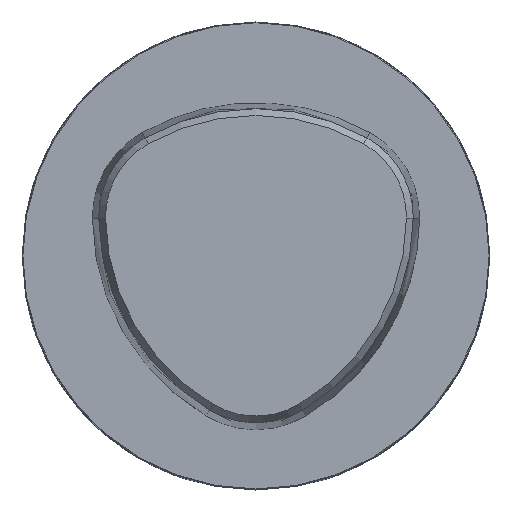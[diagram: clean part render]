
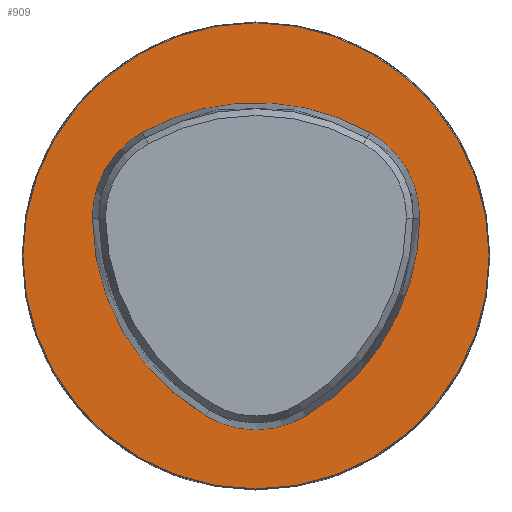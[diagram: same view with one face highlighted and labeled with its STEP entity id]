
A CAD part, top view. The second image highlights one B-rep face of the part: STEP entity #909.
In plain terms, the highlighted planar face has unit normal (0, 0, 1).
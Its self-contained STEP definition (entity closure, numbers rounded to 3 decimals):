
#389=PLANE('',#6258);
#909=ADVANCED_FACE('',(#2422,#2423),#389,.T.);
#1831=B_SPLINE_CURVE_WITH_KNOTS('',3,(#12096,#12097,#12098,#12099,#12100,
#12101,#12102,#12103,#12104,#12105,#12106,#12107,#12108,#12109,#12110,#12111,
#12112,#12113,#12114,#12115,#12116,#12117,#12118,#12119,#12120,#12121,#12122,
#12123,#12124,#12125,#12126,#12127,#12128,#12129,#12130,#12131,#12132,#12133,
#12134,#12135,#12136,#12137,#12138,#12139,#12140,#12141,#12142,#12143,#12144,
#12145,#12146,#12147,#12148,#12149,#12150,#12151,#12152,#12153,#12154,#12155,
#12156,#12157,#12158,#12159,#12160,#12161,#12162),.UNSPECIFIED.,.T.,.F.,
(1,1,2,1,1,1,1,1,1,1,1,1,1,1,1,1,1,1,1,1,1,1,1,1,1,1,1,1,1,1,1,1,1,1,1,
1,1,1,1,1,1,1,1,1,1,1,1,1,1,1,1,1,1,1,1,1,1,1,1,1,1,1,1,1,1,1,2,1,1),(-0.063,
-0.031,0.,0.031,0.063,0.094,0.109,0.113,0.117,0.125,
0.141,0.156,0.172,0.188,0.203,0.211,0.215,0.219,
0.25,0.281,0.313,0.344,0.375,0.406,0.422,0.438,0.441,0.445,
0.449,0.451,0.453,0.461,0.469,0.484,0.5,0.516,
0.531,0.539,0.547,0.549,0.551,0.555,0.559,
0.563,0.578,0.594,0.625,0.656,0.688,0.719,0.75,0.781,0.785,
0.789,0.797,0.813,0.828,0.844,0.859,0.875,0.883,0.887,
0.891,0.906,0.938,0.969,1.,1.031,1.063),.UNSPECIFIED.);
#2422=FACE_BOUND('',#3068,.T.);
#2423=FACE_BOUND('',#3069,.T.);
#3068=EDGE_LOOP('',(#3850));
#3069=EDGE_LOOP('',(#3851));
#3850=ORIENTED_EDGE('',*,*,#4983,.F.);
#3851=ORIENTED_EDGE('',*,*,#4993,.F.);
#4535=VERTEX_POINT('',#12163);
#4536=VERTEX_POINT('',#12384);
#4983=EDGE_CURVE('',#4535,#4535,#1831,.T.);
#4993=EDGE_CURVE('',#4536,#4536,#5461,.T.);
#5461=CIRCLE('',#6257,31.4);
#6257=AXIS2_PLACEMENT_3D('',#12383,#7444,#7445);
#6258=AXIS2_PLACEMENT_3D('',#12385,#7446,#7447);
#7444=DIRECTION('',(0.,0.,-1.));
#7445=DIRECTION('',(-1.,0.,0.));
#7446=DIRECTION('',(0.,0.,1.));
#7447=DIRECTION('',(-1.,0.,0.));
#12096=CARTESIAN_POINT('',(-18.407,-8.968,0.));
#12097=CARTESIAN_POINT('',(-16.97,-11.456,0.));
#12098=CARTESIAN_POINT('',(-15.366,-13.838,0.));
#12099=CARTESIAN_POINT('',(-12.486,-17.047,0.));
#12100=CARTESIAN_POINT('',(-9.741,-19.363,0.));
#12101=CARTESIAN_POINT('',(-7.814,-20.674,0.));
#12102=CARTESIAN_POINT('',(-6.898,-21.24,0.));
#12103=CARTESIAN_POINT('',(-6.285,-21.606,0.));
#12104=CARTESIAN_POINT('',(-5.183,-22.18,0.));
#12105=CARTESIAN_POINT('',(-3.517,-22.799,0.));
#12106=CARTESIAN_POINT('',(-1.422,-23.205,0.));
#12107=CARTESIAN_POINT('',(0.712,-23.264,0.));
#12108=CARTESIAN_POINT('',(2.826,-22.973,0.));
#12109=CARTESIAN_POINT('',(4.523,-22.446,0.));
#12110=CARTESIAN_POINT('',(5.656,-21.933,0.));
#12111=CARTESIAN_POINT('',(6.284,-21.602,0.));
#12112=CARTESIAN_POINT('',(7.829,-20.696,0.));
#12113=CARTESIAN_POINT('',(10.332,-18.951,0.));
#12114=CARTESIAN_POINT('',(13.495,-16.022,0.));
#12115=CARTESIAN_POINT('',(16.223,-12.683,0.));
#12116=CARTESIAN_POINT('',(18.465,-9.,0.));
#12117=CARTESIAN_POINT('',(20.176,-5.043,0.));
#12118=CARTESIAN_POINT('',(21.133,-1.582,0.));
#12119=CARTESIAN_POINT('',(21.607,1.249,0.));
#12120=CARTESIAN_POINT('',(21.762,2.855,0.));
#12121=CARTESIAN_POINT('',(21.819,3.93,0.));
#12122=CARTESIAN_POINT('',(21.839,4.467,0.));
#12123=CARTESIAN_POINT('',(21.848,4.914,0.));
#12124=CARTESIAN_POINT('',(21.848,5.271,0.));
#12125=CARTESIAN_POINT('',(21.838,5.803,0.));
#12126=CARTESIAN_POINT('',(21.78,6.598,0.));
#12127=CARTESIAN_POINT('',(21.562,8.003,0.));
#12128=CARTESIAN_POINT('',(21.076,9.712,0.));
#12129=CARTESIAN_POINT('',(20.164,11.642,0.));
#12130=CARTESIAN_POINT('',(18.949,13.396,0.));
#12131=CARTESIAN_POINT('',(17.712,14.672,0.));
#12132=CARTESIAN_POINT('',(16.604,15.563,0.));
#12133=CARTESIAN_POINT('',(15.945,16.01,0.));
#12134=CARTESIAN_POINT('',(15.488,16.286,0.));
#12135=CARTESIAN_POINT('',(15.18,16.464,0.));
#12136=CARTESIAN_POINT('',(14.788,16.679,0.));
#12137=CARTESIAN_POINT('',(14.313,16.931,0.));
#12138=CARTESIAN_POINT('',(13.353,17.419,0.));
#12139=CARTESIAN_POINT('',(11.885,18.087,0.));
#12140=CARTESIAN_POINT('',(9.197,19.093,0.));
#12141=CARTESIAN_POINT('',(5.72,19.995,0.));
#12142=CARTESIAN_POINT('',(1.438,20.491,0.));
#12143=CARTESIAN_POINT('',(-2.872,20.392,0.));
#12144=CARTESIAN_POINT('',(-7.128,19.698,0.));
#12145=CARTESIAN_POINT('',(-11.246,18.423,0.));
#12146=CARTESIAN_POINT('',(-14.009,17.128,0.));
#12147=CARTESIAN_POINT('',(-15.566,16.243,0.));
#12148=CARTESIAN_POINT('',(-16.167,15.865,0.));
#12149=CARTESIAN_POINT('',(-17.177,15.14,0.));
#12150=CARTESIAN_POINT('',(-18.482,13.934,0.));
#12151=CARTESIAN_POINT('',(-19.791,12.249,0.));
#12152=CARTESIAN_POINT('',(-20.807,10.372,0.));
#12153=CARTESIAN_POINT('',(-21.503,8.354,0.));
#12154=CARTESIAN_POINT('',(-21.8,6.601,0.));
#12155=CARTESIAN_POINT('',(-21.854,5.36,0.));
#12156=CARTESIAN_POINT('',(-21.843,4.646,0.));
#12157=CARTESIAN_POINT('',(-21.811,3.57,0.));
#12158=CARTESIAN_POINT('',(-21.639,1.245,0.));
#12159=CARTESIAN_POINT('',(-21.006,-2.29,0.));
#12160=CARTESIAN_POINT('',(-19.667,-6.388,0.));
#12161=CARTESIAN_POINT('',(-18.407,-8.968,0.));
#12162=CARTESIAN_POINT('',(-16.97,-11.456,0.));
#12163=CARTESIAN_POINT('',(-17.688,-10.212,0.));
#12383=CARTESIAN_POINT('',(0.,0.,0.));
#12384=CARTESIAN_POINT('',(-31.4,0.,0.));
#12385=CARTESIAN_POINT('',(-27.28,-15.75,0.));
